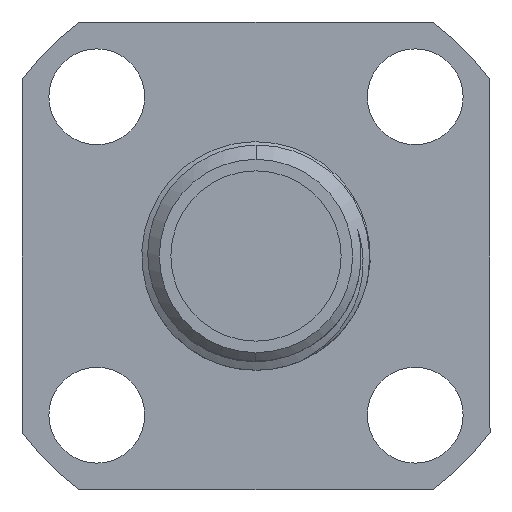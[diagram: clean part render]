
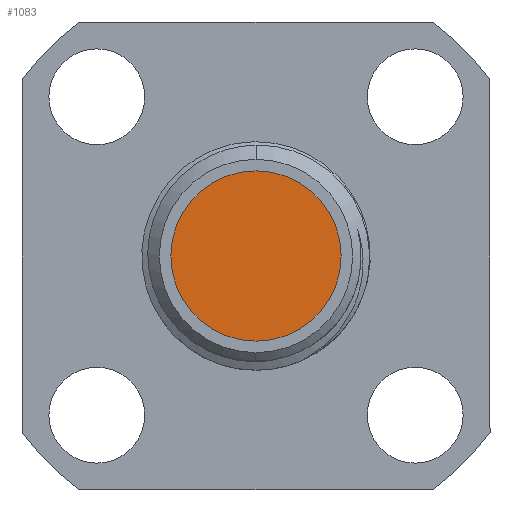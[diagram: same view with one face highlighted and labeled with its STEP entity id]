
A CAD part, left-side view. The second image highlights one B-rep face of the part: STEP entity #1083.
In plain terms, the highlighted planar face has unit normal (-1, 0, 0).
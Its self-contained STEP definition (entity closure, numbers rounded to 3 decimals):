
#46 = ORIENTED_EDGE ( 'NONE', *, *, #3128, .T. ) ;
#760 = EDGE_LOOP ( 'NONE', ( #46, #2090 ) ) ;
#773 = PLANE ( 'NONE',  #2030 ) ;
#974 = VERTEX_POINT ( 'NONE', #3054 ) ;
#1065 = CIRCLE ( 'NONE', #3739, 2.31 ) ;
#1083 = ADVANCED_FACE ( 'NONE', ( #3381 ), #773, .F. ) ;
#1600 = DIRECTION ( 'NONE',  ( 0., 0., 1. ) ) ;
#1650 = DIRECTION ( 'NONE',  ( 1., 0., 0. ) ) ;
#1916 = VERTEX_POINT ( 'NONE', #2953 ) ;
#2030 = AXIS2_PLACEMENT_3D ( 'NONE', #3094, #1650, #2247 ) ;
#2090 = ORIENTED_EDGE ( 'NONE', *, *, #2832, .T. ) ;
#2197 = CARTESIAN_POINT ( 'NONE',  ( 1.95, 0., 0. ) ) ;
#2247 = DIRECTION ( 'NONE',  ( 0., 0., -1. ) ) ;
#2364 = DIRECTION ( 'NONE',  ( 0., 0., 1. ) ) ;
#2793 = DIRECTION ( 'NONE',  ( -1., 0., 0. ) ) ;
#2832 = EDGE_CURVE ( 'NONE', #1916, #974, #3562, .T. ) ;
#2953 = CARTESIAN_POINT ( 'NONE',  ( 1.95, 0., -2.31 ) ) ;
#3054 = CARTESIAN_POINT ( 'NONE',  ( 1.95, 0., 2.31 ) ) ;
#3094 = CARTESIAN_POINT ( 'NONE',  ( 1.95, 0., 0. ) ) ;
#3128 = EDGE_CURVE ( 'NONE', #974, #1916, #1065, .T. ) ;
#3249 = DIRECTION ( 'NONE',  ( -1., 0., 0. ) ) ;
#3265 = CARTESIAN_POINT ( 'NONE',  ( 1.95, 0., 0. ) ) ;
#3381 = FACE_OUTER_BOUND ( 'NONE', #760, .T. ) ;
#3504 = AXIS2_PLACEMENT_3D ( 'NONE', #2197, #2793, #1600 ) ;
#3562 = CIRCLE ( 'NONE', #3504, 2.31 ) ;
#3739 = AXIS2_PLACEMENT_3D ( 'NONE', #3265, #3249, #2364 ) ;
